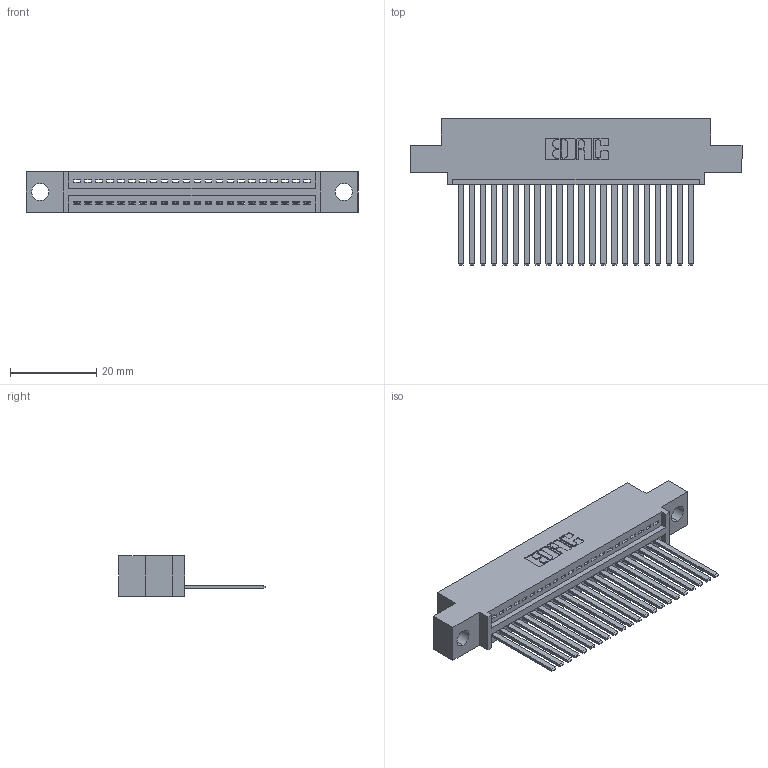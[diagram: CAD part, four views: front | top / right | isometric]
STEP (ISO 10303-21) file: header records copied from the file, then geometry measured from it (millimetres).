
FILE_DESCRIPTION (( 'STEP AP203' ), '1' );
FILE_NAME ('345-022-544-404.STEP', '2021-05-26T14:25:15', ( '' ), ( '' ), 'SwSTEP 2.0', 'SolidWorks 2020', '' );
FILE_SCHEMA (( 'CONFIG_CONTROL_DESIGN' ));
Length unit declared in the file: inch
Products named in the file (3): 345-022-544-404; 345-292-001_345-293-144; 345 Part_0.110 Offset - 0.156 Dia-TI
Assembly tree (23 placements, depth 2):
  345-022-544-404
    345 Part_0.110 Offset - 0.156 Dia-TI
    345-292-001_345-293-144  x22
Bounding box: 77.09 x 33.96 x 9.4 mm (x, y, z)
Volume: 7233.6 mm3; surface area: 10030.3 mm2
Topology: 23 solids, 23 shells, 1288 faces, 3865 edges, 2546 vertices
Faces by surface type: plane 890, cylinder 398
Entity records: 19617 total; most frequent: CARTESIAN_POINT 3408, ORIENTED_EDGE 3362, DIRECTION 3001, EDGE_CURVE 1681, LINE 1465, VECTOR 1465, VERTEX_POINT 1118, AXIS2_PLACEMENT_3D 768
